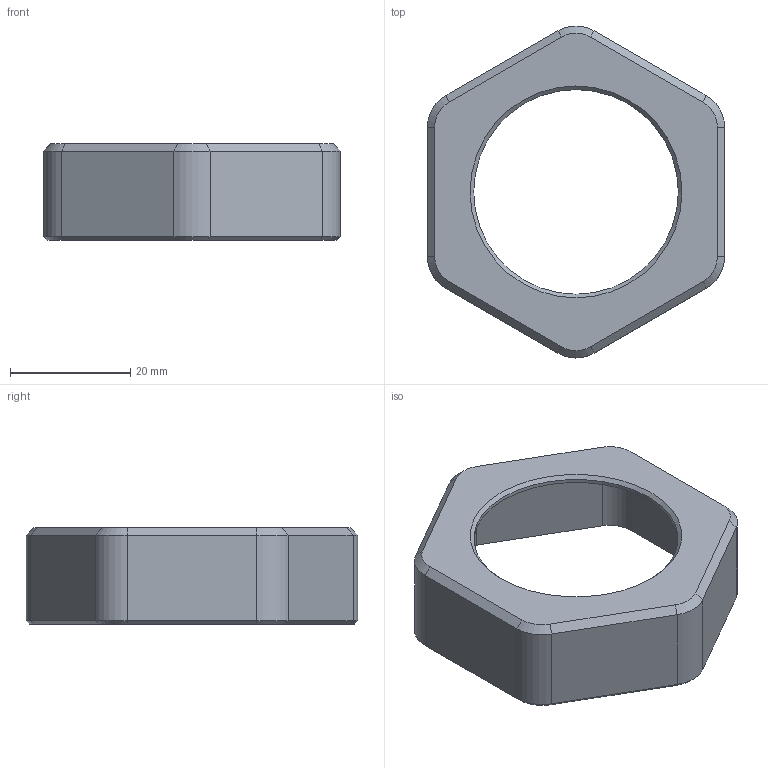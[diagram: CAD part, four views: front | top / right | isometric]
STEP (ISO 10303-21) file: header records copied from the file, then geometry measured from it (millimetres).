
FILE_DESCRIPTION(('FreeCAD Model'),'2;1');
FILE_NAME('Open CASCADE Shape Model','2022-11-17T10:45:30',(''),(''), 'Open CASCADE STEP processor 7.6','FreeCAD','Unknown');
FILE_SCHEMA(('AUTOMOTIVE_DESIGN { 1 0 10303 214 1 1 1 1 }'));
Length unit declared in the file: millimetre
Products named in the file (1): Body001
Bounding box: 49.36 x 55.14 x 16 mm (x, y, z)
Volume: 4181.9 mm3; surface area: 7283.3 mm2
Topology: 1 solids, 1 shells, 65 faces, 149 edges, 87 vertices
Faces by surface type: plane 33, cone 19, cylinder 13
Full cylindrical faces by diameter (mm): 34 x1
Entity records: 3793 total; most frequent: CARTESIAN_POINT 672, DIRECTION 612, LINE 376, VECTOR 376, ORIENTED_EDGE 298, PCURVE 298, DEFINITIONAL_REPRESENTATION 298, EDGE_CURVE 149
